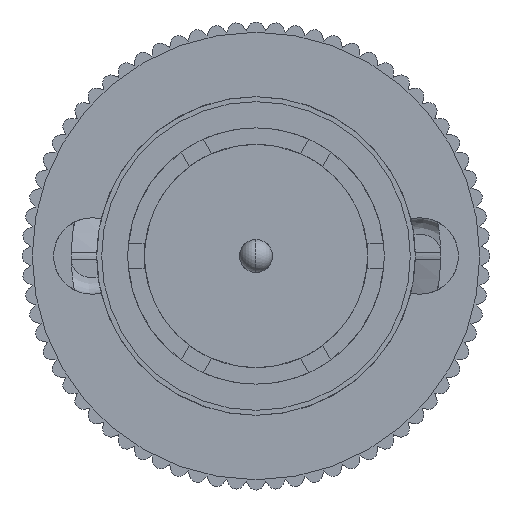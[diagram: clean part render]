
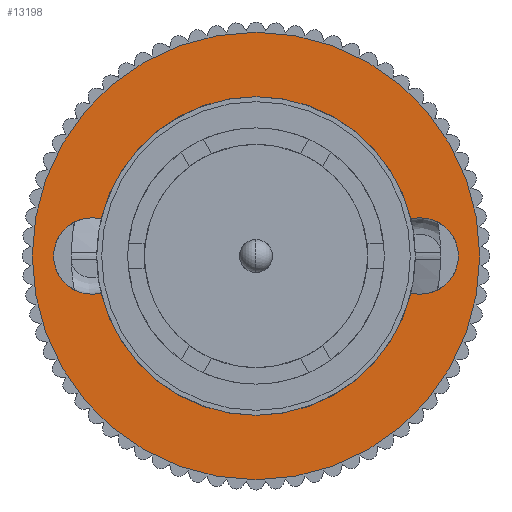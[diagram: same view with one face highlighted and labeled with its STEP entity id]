
A CAD part, front view. The second image highlights one B-rep face of the part: STEP entity #13198.
In plain terms, the highlighted face is planar.
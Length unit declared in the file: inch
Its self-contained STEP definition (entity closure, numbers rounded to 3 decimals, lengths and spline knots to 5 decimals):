
#10442 = VERTEX_POINT ( 'NONE', #16685 ) ;
#10444 = EDGE_CURVE ( 'NONE', #10442, #10445, #16683, .T. ) ;
#10445 = VERTEX_POINT ( 'NONE', #16684 ) ;
#10640 = EDGE_CURVE ( 'NONE', #10652, #10641, #17133, .T. ) ;
#10641 = VERTEX_POINT ( 'NONE', #17129 ) ;
#10652 = VERTEX_POINT ( 'NONE', #17282 ) ;
#10737 = VERTEX_POINT ( 'NONE', #17274 ) ;
#10739 = EDGE_CURVE ( 'NONE', #10737, #10740, #17273, .T. ) ;
#10740 = VERTEX_POINT ( 'NONE', #17268 ) ;
#10744 = VERTEX_POINT ( 'NONE', #17261 ) ;
#10746 = EDGE_CURVE ( 'NONE', #10744, #10825, #17259, .T. ) ;
#10776 = VERTEX_POINT ( 'NONE', #17637 ) ;
#10778 = EDGE_CURVE ( 'NONE', #10776, #10744, #17636, .T. ) ;
#10810 = EDGE_CURVE ( 'NONE', #10740, #10811, #17579, .T. ) ;
#10811 = VERTEX_POINT ( 'NONE', #17574 ) ;
#10825 = VERTEX_POINT ( 'NONE', #17588 ) ;
#10835 = EDGE_CURVE ( 'NONE', #10641, #10737, #17457, .T. ) ;
#12994 = ORIENTED_EDGE ( 'NONE', *, *, #10739, .F. ) ;
#12995 = ORIENTED_EDGE ( 'NONE', *, *, #10835, .F. ) ;
#12996 = ORIENTED_EDGE ( 'NONE', *, *, #10640, .F. ) ;
#12997 = ORIENTED_EDGE ( 'NONE', *, *, #12998, .F. ) ;
#12998 = EDGE_CURVE ( 'NONE', #10445, #10652, #21080, .T. ) ;
#12999 = ORIENTED_EDGE ( 'NONE', *, *, #10444, .F. ) ;
#13000 = EDGE_LOOP ( 'NONE', ( #13001, #13098 ) ) ;
#13001 = ORIENTED_EDGE ( 'NONE', *, *, #13503, .T. ) ;
#13020 = ORIENTED_EDGE ( 'NONE', *, *, #13021, .F. ) ;
#13021 = EDGE_CURVE ( 'NONE', #10811, #10776, #21322, .T. ) ;
#13022 = ORIENTED_EDGE ( 'NONE', *, *, #10810, .F. ) ;
#13098 = ORIENTED_EDGE ( 'NONE', *, *, #13099, .T. ) ;
#13099 = EDGE_CURVE ( 'NONE', #13312, #13504, #21466, .T. ) ;
#13198 = ADVANCED_FACE ( 'NONE', ( #21730, #21729 ), #21728, .T. ) ;
#13199 = EDGE_LOOP ( 'NONE', ( #13200, #13202, #13216, #13020, #13022, #12994, #12995, #12996, #12997, #12999 ) ) ;
#13200 = ORIENTED_EDGE ( 'NONE', *, *, #13201, .F. ) ;
#13201 = EDGE_CURVE ( 'NONE', #10825, #10442, #21566, .T. ) ;
#13202 = ORIENTED_EDGE ( 'NONE', *, *, #10746, .F. ) ;
#13216 = ORIENTED_EDGE ( 'NONE', *, *, #10778, .F. ) ;
#13312 = VERTEX_POINT ( 'NONE', #21910 ) ;
#13503 = EDGE_CURVE ( 'NONE', #13504, #13312, #22256, .T. ) ;
#13504 = VERTEX_POINT ( 'NONE', #22239 ) ;
#16679 = DIRECTION ( 'NONE',  ( 1., 0., 0. ) ) ;
#16680 = DIRECTION ( 'NONE',  ( 0., 0., 1. ) ) ;
#16681 = CARTESIAN_POINT ( 'NONE',  ( 0., 0., 0. ) ) ;
#16682 = AXIS2_PLACEMENT_3D ( 'NONE', #16681, #16680, #16679 ) ;
#16683 = CIRCLE ( 'NONE', #16682, 0.194 ) ;
#16684 = CARTESIAN_POINT ( 'NONE',  ( -0.0451, -0.18868, 0. ) ) ;
#16685 = CARTESIAN_POINT ( 'NONE',  ( -0.194, 0., 0. ) ) ;
#17129 = CARTESIAN_POINT ( 'NONE',  ( 0.0465, -0.2, 0. ) ) ;
#17130 = DIRECTION ( 'NONE',  ( 1., 0., 0. ) ) ;
#17131 = DIRECTION ( 'NONE',  ( 0., 0., 1. ) ) ;
#17132 = AXIS2_PLACEMENT_3D ( 'NONE', #17139, #17131, #17130 ) ;
#17133 = CIRCLE ( 'NONE', #17132, 0.0465 ) ;
#17139 = CARTESIAN_POINT ( 'NONE',  ( 0., -0.2, 0. ) ) ;
#17255 = DIRECTION ( 'NONE',  ( -1., 0., 0. ) ) ;
#17256 = DIRECTION ( 'NONE',  ( 0., 0., 1. ) ) ;
#17257 = CARTESIAN_POINT ( 'NONE',  ( 0., 0.2, 0. ) ) ;
#17258 = AXIS2_PLACEMENT_3D ( 'NONE', #17257, #17256, #17255 ) ;
#17259 = CIRCLE ( 'NONE', #17258, 0.0465 ) ;
#17261 = CARTESIAN_POINT ( 'NONE',  ( -0.0465, 0.2, 0. ) ) ;
#17268 = CARTESIAN_POINT ( 'NONE',  ( 0.194, 0., 0. ) ) ;
#17269 = DIRECTION ( 'NONE',  ( 1., 0., 0. ) ) ;
#17270 = DIRECTION ( 'NONE',  ( 0., 0., 1. ) ) ;
#17271 = CARTESIAN_POINT ( 'NONE',  ( 0., 0., 0. ) ) ;
#17272 = AXIS2_PLACEMENT_3D ( 'NONE', #17271, #17270, #17269 ) ;
#17273 = CIRCLE ( 'NONE', #17272, 0.194 ) ;
#17274 = CARTESIAN_POINT ( 'NONE',  ( 0.0451, -0.18868, 0. ) ) ;
#17282 = CARTESIAN_POINT ( 'NONE',  ( -0.0465, -0.2, 0. ) ) ;
#17453 = DIRECTION ( 'NONE',  ( 1., 0., 0. ) ) ;
#17454 = DIRECTION ( 'NONE',  ( 0., 0., 1. ) ) ;
#17455 = CARTESIAN_POINT ( 'NONE',  ( 0., -0.2, 0. ) ) ;
#17456 = AXIS2_PLACEMENT_3D ( 'NONE', #17455, #17454, #17453 ) ;
#17457 = CIRCLE ( 'NONE', #17456, 0.0465 ) ;
#17574 = CARTESIAN_POINT ( 'NONE',  ( 0.0451, 0.18868, 0. ) ) ;
#17575 = DIRECTION ( 'NONE',  ( 1., 0., 0. ) ) ;
#17576 = DIRECTION ( 'NONE',  ( 0., 0., 1. ) ) ;
#17577 = CARTESIAN_POINT ( 'NONE',  ( 0., 0., 0. ) ) ;
#17578 = AXIS2_PLACEMENT_3D ( 'NONE', #17577, #17576, #17575 ) ;
#17579 = CIRCLE ( 'NONE', #17578, 0.194 ) ;
#17588 = CARTESIAN_POINT ( 'NONE',  ( -0.0451, 0.18868, 0. ) ) ;
#17632 = DIRECTION ( 'NONE',  ( -1., 0., 0. ) ) ;
#17633 = DIRECTION ( 'NONE',  ( 0., 0., 1. ) ) ;
#17634 = CARTESIAN_POINT ( 'NONE',  ( 0., 0.2, 0. ) ) ;
#17635 = AXIS2_PLACEMENT_3D ( 'NONE', #17634, #17633, #17632 ) ;
#17636 = CIRCLE ( 'NONE', #17635, 0.0465 ) ;
#17637 = CARTESIAN_POINT ( 'NONE',  ( 0.0465, 0.2, 0. ) ) ;
#21076 = DIRECTION ( 'NONE',  ( 1., 0., 0. ) ) ;
#21077 = DIRECTION ( 'NONE',  ( 0., 0., 1. ) ) ;
#21078 = CARTESIAN_POINT ( 'NONE',  ( 0., -0.2, 0. ) ) ;
#21079 = AXIS2_PLACEMENT_3D ( 'NONE', #21078, #21077, #21076 ) ;
#21080 = CIRCLE ( 'NONE', #21079, 0.0465 ) ;
#21321 = CARTESIAN_POINT ( 'NONE',  ( 0., 0.2, 0. ) ) ;
#21322 = CIRCLE ( 'NONE', #21495, 0.0465 ) ;
#21462 = DIRECTION ( 'NONE',  ( 1., 0., 0. ) ) ;
#21463 = DIRECTION ( 'NONE',  ( 0., 0., 1. ) ) ;
#21464 = CARTESIAN_POINT ( 'NONE',  ( 0., 0., 0. ) ) ;
#21465 = AXIS2_PLACEMENT_3D ( 'NONE', #21464, #21463, #21462 ) ;
#21466 = CIRCLE ( 'NONE', #21465, 0.2725 ) ;
#21493 = DIRECTION ( 'NONE',  ( -1., 0., 0. ) ) ;
#21494 = DIRECTION ( 'NONE',  ( 0., 0., 1. ) ) ;
#21495 = AXIS2_PLACEMENT_3D ( 'NONE', #21321, #21494, #21493 ) ;
#21562 = DIRECTION ( 'NONE',  ( 1., 0., 0. ) ) ;
#21563 = DIRECTION ( 'NONE',  ( 0., 0., 1. ) ) ;
#21564 = CARTESIAN_POINT ( 'NONE',  ( 0., 0., 0. ) ) ;
#21565 = AXIS2_PLACEMENT_3D ( 'NONE', #21564, #21563, #21562 ) ;
#21566 = CIRCLE ( 'NONE', #21565, 0.194 ) ;
#21567 = DIRECTION ( 'NONE',  ( 1., 0., 0. ) ) ;
#21568 = DIRECTION ( 'NONE',  ( 0., 0., 1. ) ) ;
#21569 = CARTESIAN_POINT ( 'NONE',  ( 0.2725, 0., 0. ) ) ;
#21570 = AXIS2_PLACEMENT_3D ( 'NONE', #21569, #21568, #21567 ) ;
#21728 = PLANE ( 'NONE',  #21570 ) ;
#21729 = FACE_OUTER_BOUND ( 'NONE', #13000, .T. ) ;
#21730 = FACE_BOUND ( 'NONE', #13199, .T. ) ;
#21910 = CARTESIAN_POINT ( 'NONE',  ( -0.2725, 0., 0. ) ) ;
#22239 = CARTESIAN_POINT ( 'NONE',  ( 0.2725, 0., 0. ) ) ;
#22240 = DIRECTION ( 'NONE',  ( 1., 0., 0. ) ) ;
#22253 = DIRECTION ( 'NONE',  ( 0., 0., 1. ) ) ;
#22254 = CARTESIAN_POINT ( 'NONE',  ( 0., 0., 0. ) ) ;
#22255 = AXIS2_PLACEMENT_3D ( 'NONE', #22254, #22253, #22240 ) ;
#22256 = CIRCLE ( 'NONE', #22255, 0.2725 ) ;
